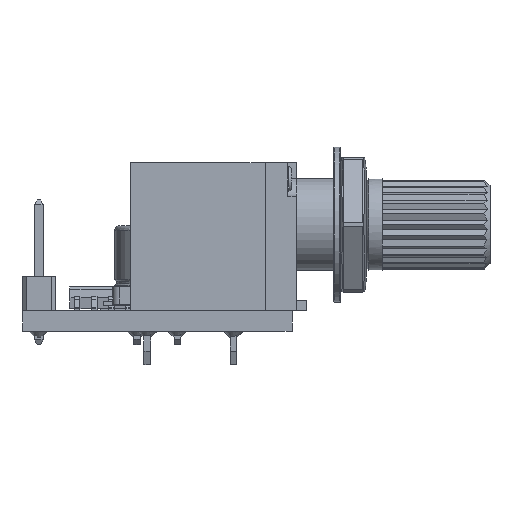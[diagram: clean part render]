
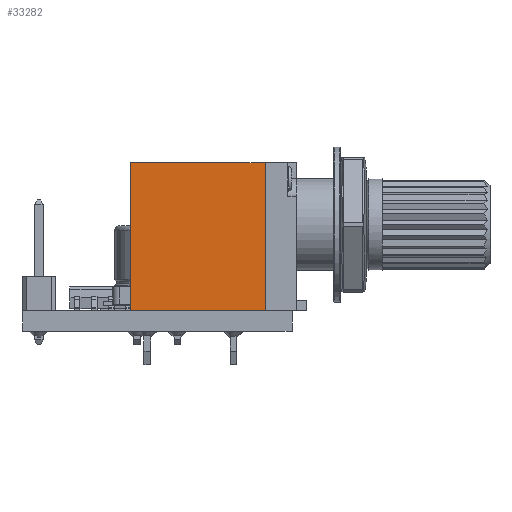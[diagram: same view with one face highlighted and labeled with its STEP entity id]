
A CAD part, left-side view. The second image highlights one B-rep face of the part: STEP entity #33282.
In plain terms, the highlighted planar face has unit normal (-1, 0, 0).
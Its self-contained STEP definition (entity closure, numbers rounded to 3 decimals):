
#3017=FACE_OUTER_BOUND('',#4904,.T.);
#4904=EDGE_LOOP('',(#25025,#25026,#25027,#25028));
#6274=LINE('',#44144,#9633);
#6798=LINE('',#46526,#10157);
#7465=LINE('',#50668,#10824);
#7480=LINE('',#50819,#10839);
#9633=VECTOR('',#36722,1.);
#10157=VECTOR('',#37608,10.);
#10824=VECTOR('',#38835,1.);
#10839=VECTOR('',#39018,1.);
#12960=VERTEX_POINT('',#44141);
#12961=VERTEX_POINT('',#44143);
#13438=VERTEX_POINT('',#46524);
#14147=VERTEX_POINT('',#50667);
#16269=EDGE_CURVE('',#12961,#12960,#6274,.T.);
#16961=EDGE_CURVE('',#12960,#13438,#6798,.T.);
#18026=EDGE_CURVE('',#12961,#14147,#7465,.T.);
#18097=EDGE_CURVE('',#14147,#13438,#7480,.T.);
#25025=ORIENTED_EDGE('',*,*,#16961,.T.);
#25026=ORIENTED_EDGE('',*,*,#18097,.F.);
#25027=ORIENTED_EDGE('',*,*,#18026,.F.);
#25028=ORIENTED_EDGE('',*,*,#16269,.T.);
#30623=PLANE('',#35028);
#33282=ADVANCED_FACE('',(#3017),#30623,.T.);
#35028=AXIS2_PLACEMENT_3D('',#50820,#39019,#39020);
#36722=DIRECTION('',(0.,-1.,0.));
#37608=DIRECTION('',(0.,0.,1.));
#38835=DIRECTION('',(0.,0.,1.));
#39018=DIRECTION('',(0.,-1.,0.));
#39019=DIRECTION('center_axis',(-1.,0.,0.));
#39020=DIRECTION('ref_axis',(0.,0.,1.));
#44141=CARTESIAN_POINT('',(-14.3,-8.,1.5));
#44143=CARTESIAN_POINT('',(-14.3,2.,1.5));
#44144=CARTESIAN_POINT('',(-14.3,-4.4,1.5));
#46524=CARTESIAN_POINT('',(-14.3,-8.,12.5));
#46526=CARTESIAN_POINT('',(-14.3,-8.,7.005));
#50667=CARTESIAN_POINT('',(-14.3,2.,12.5));
#50668=CARTESIAN_POINT('',(-14.3,2.,1.5));
#50819=CARTESIAN_POINT('',(-14.3,-4.4,12.5));
#50820=CARTESIAN_POINT('Origin',(-14.3,-7.6,1.5));
